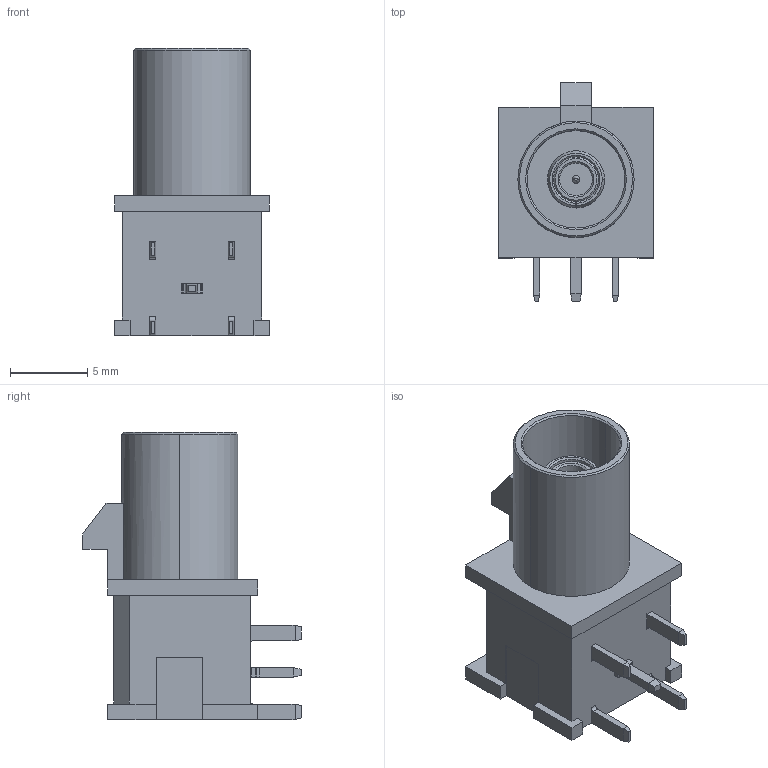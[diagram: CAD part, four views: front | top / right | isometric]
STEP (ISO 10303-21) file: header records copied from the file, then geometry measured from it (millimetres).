
FILE_DESCRIPTION (( 'STEP AP203' ), '1' );
FILE_NAME ('HPC1140-010010_160615.STEP', '2016-06-15T00:45:19', ( '' ), ( '' ), 'SwSTEP 2.0', 'SolidWorks 2015', '' );
FILE_SCHEMA (( 'CONFIG_CONTROL_DESIGN' ));
Length unit declared in the file: millimetre
Products named in the file (1): HPC1140-010010_160615
Bounding box: 10 x 14.1 x 18.52 mm (x, y, z)
Volume: 989.3 mm3; surface area: 1064.1 mm2
Topology: 1 solids, 1 shells, 169 faces, 425 edges, 266 vertices
Faces by surface type: plane 98, cylinder 37, cone 22, torus 12
Entity records: 5310 total; most frequent: CARTESIAN_POINT 1179, ORIENTED_EDGE 850, DIRECTION 833, EDGE_CURVE 425, VECTOR 293, LINE 293, AXIS2_PLACEMENT_3D 270, VERTEX_POINT 266
